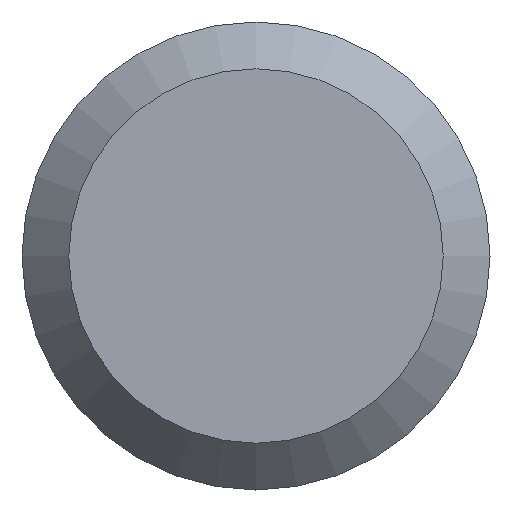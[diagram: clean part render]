
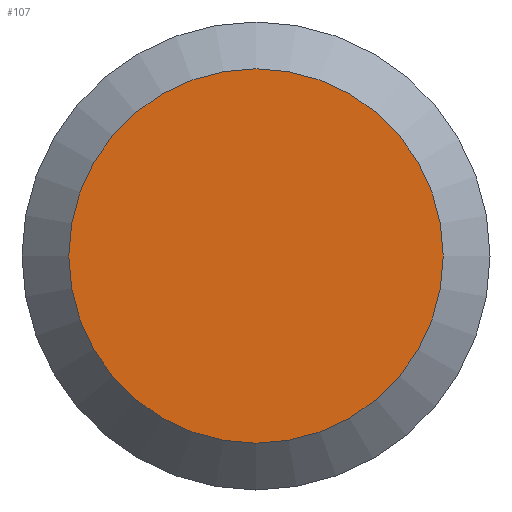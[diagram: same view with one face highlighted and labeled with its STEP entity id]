
A CAD part, left-side view. The second image highlights one B-rep face of the part: STEP entity #107.
In plain terms, the highlighted planar face has unit normal (-1, 0, 0).
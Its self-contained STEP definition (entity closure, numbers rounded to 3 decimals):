
#8 = DIRECTION ( 'NONE',  ( -1., 0., 0. ) ) ;
#11 = CIRCLE ( 'NONE', #40, 1.44 ) ;
#40 = AXIS2_PLACEMENT_3D ( 'NONE', #51, #8, #64 ) ;
#51 = CARTESIAN_POINT ( 'NONE',  ( 0., 0., 0. ) ) ;
#64 = DIRECTION ( 'NONE',  ( 0., 0., -1. ) ) ;
#83 = AXIS2_PLACEMENT_3D ( 'NONE', #178, #204, #102 ) ;
#96 = EDGE_LOOP ( 'NONE', ( #185 ) ) ;
#102 = DIRECTION ( 'NONE',  ( 0., 0., -1. ) ) ;
#107 = ADVANCED_FACE ( 'NONE', ( #119 ), #193, .F. ) ;
#119 = FACE_OUTER_BOUND ( 'NONE', #96, .T. ) ;
#138 = CARTESIAN_POINT ( 'NONE',  ( 0., 0., -1.44 ) ) ;
#142 = VERTEX_POINT ( 'NONE', #138 ) ;
#178 = CARTESIAN_POINT ( 'NONE',  ( 0., 1.8, 0. ) ) ;
#185 = ORIENTED_EDGE ( 'NONE', *, *, #191, .T. ) ;
#191 = EDGE_CURVE ( 'NONE', #142, #142, #11, .T. ) ;
#193 = PLANE ( 'NONE',  #83 ) ;
#204 = DIRECTION ( 'NONE',  ( 1., 0., 0. ) ) ;
